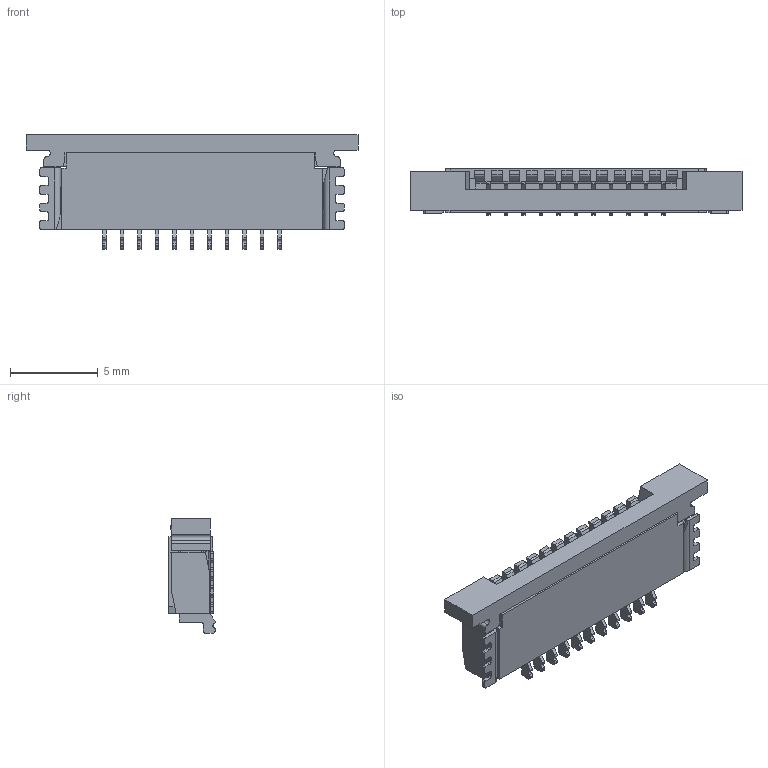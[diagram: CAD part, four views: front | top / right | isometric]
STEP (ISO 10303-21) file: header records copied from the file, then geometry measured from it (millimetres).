
FILE_DESCRIPTION((''),'2;1');
FILE_NAME('C-1-84953-1','2019-02-27T04:26:04',('workeradm'),('TE Connectivity Ltd.'),'CREO PARAMETRIC BY PTC INC, 2018190','CREO PARAMETRIC BY PTC INC, 2018190','');
FILE_SCHEMA(('AUTOMOTIVE_DESIGN { 1 0 10303 214 1 1 1 1 }'));
Length unit declared in the file: millimetre
Products named in the file (1): C-1-84953-1
Bounding box: 18.93 x 2.66 x 6.55 mm (x, y, z)
Volume: 185.5 mm3; surface area: 535.6 mm2
Topology: 1 solids, 1 shells, 572 faces, 1683 edges, 1108 vertices
Faces by surface type: plane 396, cylinder 176
Entity records: 19029 total; most frequent: CARTESIAN_POINT 3381, ORIENTED_EDGE 3366, DIRECTION 3175, EDGE_CURVE 1683, VECTOR 1323, LINE 1323, VERTEX_POINT 1108, AXIS2_PLACEMENT_3D 926
